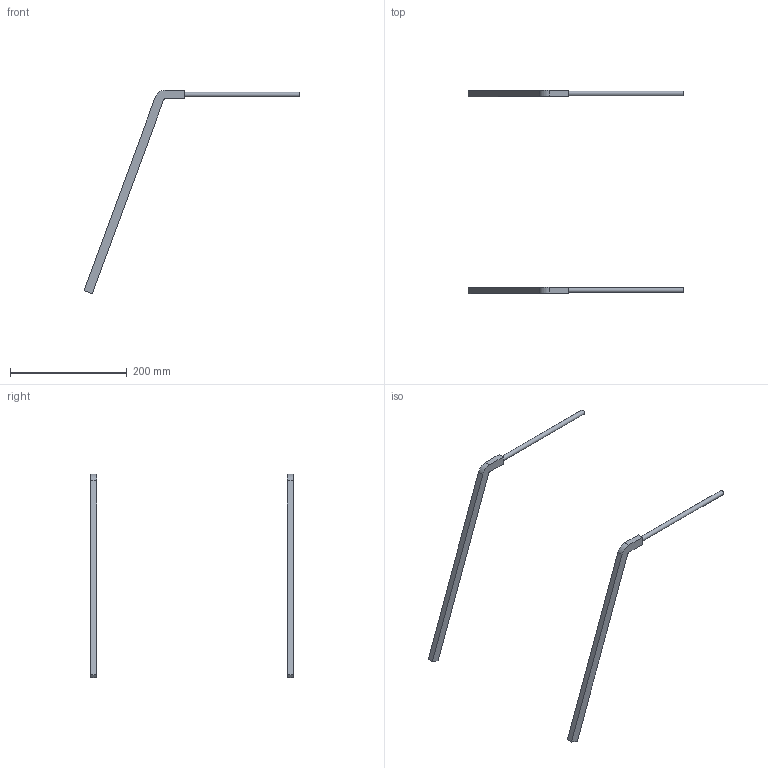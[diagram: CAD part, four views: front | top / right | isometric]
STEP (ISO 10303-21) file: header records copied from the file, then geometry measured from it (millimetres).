
FILE_DESCRIPTION(('STEP AP203'), '1');
FILE_NAME('flex2', '', ('UNSPECIFIED'), ('UNSPECIFIED'), 'C3D Converter', 'C3D Toolkit', '');
FILE_SCHEMA(('CONFIG_CONTROL_DESIGN'));
Length unit declared in the file: millimetre
Bounding box: 369.66 x 347 x 348.54 mm (x, y, z)
Volume: 139573.2 mm3; surface area: 50642.9 mm2
Topology: 4 solids, 4 shells, 26 faces, 54 edges, 36 vertices
Faces by surface type: plane 20, cylinder 6
Full cylindrical faces by diameter (mm): 8 x2
Entity records: 733 total; most frequent: DIRECTION 118, CARTESIAN_POINT 115, ORIENTED_EDGE 104, EDGE_CURVE 52, LINE 40, VECTOR 40, AXIS2_PLACEMENT_3D 39, VERTEX_POINT 36
